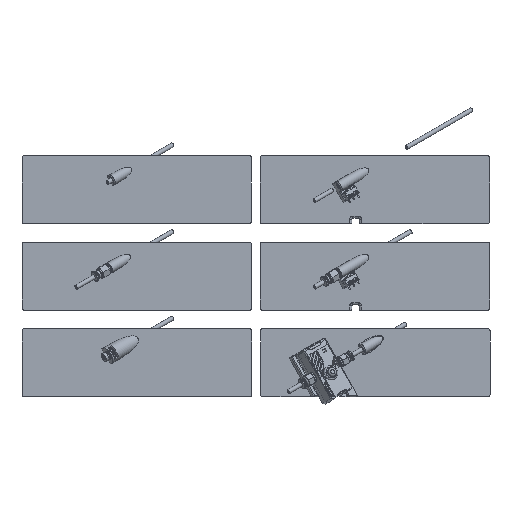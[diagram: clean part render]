
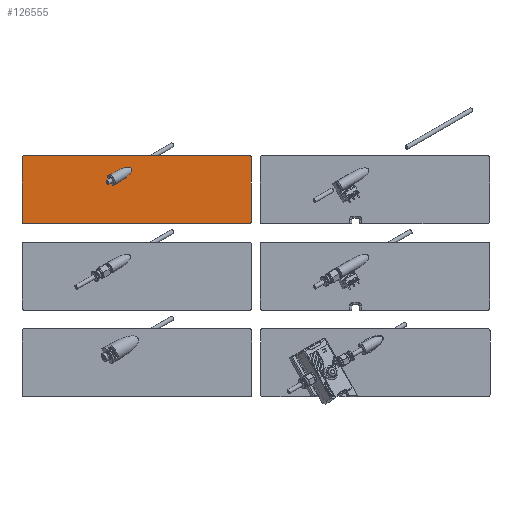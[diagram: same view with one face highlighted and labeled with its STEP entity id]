
A CAD part, top view. The second image highlights one B-rep face of the part: STEP entity #126555.
In plain terms, the highlighted face is planar.
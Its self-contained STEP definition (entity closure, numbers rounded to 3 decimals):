
#875=ELLIPSE('',#134662,1.079,1.);
#876=ELLIPSE('',#134664,1.079,1.);
#877=ELLIPSE('',#134667,13.347,5.);
#5566=LINE('',#183628,#18188);
#5569=LINE('',#183636,#18191);
#5574=LINE('',#184084,#18196);
#5579=LINE('',#184105,#18201);
#5581=LINE('',#184111,#18203);
#5582=LINE('',#184116,#18204);
#5583=LINE('',#184119,#18205);
#18188=VECTOR('',#146803,1000.);
#18191=VECTOR('',#146812,1000.);
#18196=VECTOR('',#146829,10.);
#18201=VECTOR('',#146854,10.);
#18203=VECTOR('',#146862,10.);
#18204=VECTOR('',#146867,1000.);
#18205=VECTOR('',#146870,1000.);
#32889=FACE_BOUND('',#40528,.T.);
#33130=FACE_OUTER_BOUND('',#40527,.T.);
#40527=EDGE_LOOP('',(#83952,#83953,#83954,#83955,#83956,#83957,#83958,#83959));
#40528=EDGE_LOOP('',(#83960,#83961,#83962,#83963,#83964,#83965));
#48119=CIRCLE('',#134645,2.);
#48120=CIRCLE('',#134648,2.);
#48127=CIRCLE('',#134670,2.);
#48128=CIRCLE('',#134671,2.);
#52511=VERTEX_POINT('',#183620);
#52512=VERTEX_POINT('',#183622);
#52513=VERTEX_POINT('',#183626);
#52514=VERTEX_POINT('',#183630);
#52515=VERTEX_POINT('',#183634);
#52520=VERTEX_POINT('',#184080);
#52522=VERTEX_POINT('',#184083);
#52526=VERTEX_POINT('',#184095);
#52527=VERTEX_POINT('',#184099);
#52528=VERTEX_POINT('',#184103);
#52529=VERTEX_POINT('',#184107);
#52530=VERTEX_POINT('',#184113);
#52531=VERTEX_POINT('',#184115);
#52532=VERTEX_POINT('',#184117);
#64812=EDGE_CURVE('',#52511,#52512,#48119,.T.);
#64815=EDGE_CURVE('',#52513,#52511,#5566,.T.);
#64817=EDGE_CURVE('',#52514,#52513,#48120,.T.);
#64819=EDGE_CURVE('',#52514,#52515,#5569,.T.);
#64828=EDGE_CURVE('',#52522,#52520,#5574,.T.);
#64834=EDGE_CURVE('',#52522,#52526,#875,.F.);
#64836=EDGE_CURVE('',#52527,#52520,#876,.F.);
#64839=EDGE_CURVE('',#52527,#52528,#5579,.T.);
#64841=EDGE_CURVE('',#52529,#52528,#877,.F.);
#64842=EDGE_CURVE('',#52529,#52526,#5581,.T.);
#64843=EDGE_CURVE('',#52530,#52515,#48127,.T.);
#64844=EDGE_CURVE('',#52531,#52530,#5582,.T.);
#64845=EDGE_CURVE('',#52532,#52531,#48128,.T.);
#64846=EDGE_CURVE('',#52532,#52512,#5583,.T.);
#83952=ORIENTED_EDGE('',*,*,#64812,.F.);
#83953=ORIENTED_EDGE('',*,*,#64815,.F.);
#83954=ORIENTED_EDGE('',*,*,#64817,.F.);
#83955=ORIENTED_EDGE('',*,*,#64819,.T.);
#83956=ORIENTED_EDGE('',*,*,#64843,.F.);
#83957=ORIENTED_EDGE('',*,*,#64844,.F.);
#83958=ORIENTED_EDGE('',*,*,#64845,.F.);
#83959=ORIENTED_EDGE('',*,*,#64846,.T.);
#83960=ORIENTED_EDGE('',*,*,#64839,.T.);
#83961=ORIENTED_EDGE('',*,*,#64841,.F.);
#83962=ORIENTED_EDGE('',*,*,#64842,.T.);
#83963=ORIENTED_EDGE('',*,*,#64834,.F.);
#83964=ORIENTED_EDGE('',*,*,#64828,.T.);
#83965=ORIENTED_EDGE('',*,*,#64836,.F.);
#121982=PLANE('',#134669);
#126555=ADVANCED_FACE('',(#33130,#32889),#121982,.T.);
#134645=AXIS2_PLACEMENT_3D('',#183623,#146797,#146798);
#134648=AXIS2_PLACEMENT_3D('',#183632,#146807,#146808);
#134662=AXIS2_PLACEMENT_3D('',#184096,#146843,#146844);
#134664=AXIS2_PLACEMENT_3D('',#184100,#146848,#146849);
#134667=AXIS2_PLACEMENT_3D('',#184109,#146858,#146859);
#134669=AXIS2_PLACEMENT_3D('',#184112,#146863,#146864);
#134670=AXIS2_PLACEMENT_3D('',#184114,#146865,#146866);
#134671=AXIS2_PLACEMENT_3D('',#184118,#146868,#146869);
#146797=DIRECTION('center_axis',(1.,0.,0.));
#146798=DIRECTION('ref_axis',(0.,-0.707,0.707));
#146803=DIRECTION('',(0.,-1.,0.));
#146807=DIRECTION('center_axis',(1.,0.,0.));
#146808=DIRECTION('ref_axis',(0.,0.707,0.707));
#146812=DIRECTION('',(0.,0.,-1.));
#146829=DIRECTION('',(0.,0.866,-0.5));
#146843=DIRECTION('center_axis',(1.,0.,0.));
#146844=DIRECTION('ref_axis',(0.,-0.5,-0.866));
#146848=DIRECTION('center_axis',(1.,0.,0.));
#146849=DIRECTION('ref_axis',(0.,-0.5,-0.866));
#146854=DIRECTION('',(0.,0.5,0.866));
#146858=DIRECTION('center_axis',(1.,0.,0.));
#146859=DIRECTION('ref_axis',(0.,0.5,0.866));
#146862=DIRECTION('',(0.,-0.5,-0.866));
#146863=DIRECTION('center_axis',(-1.,0.,0.));
#146864=DIRECTION('ref_axis',(0.,0.,1.));
#146865=DIRECTION('center_axis',(1.,0.,0.));
#146866=DIRECTION('ref_axis',(0.,0.707,-0.707));
#146867=DIRECTION('',(0.,1.,0.));
#146868=DIRECTION('center_axis',(1.,0.,0.));
#146869=DIRECTION('ref_axis',(0.,-0.707,-0.707));
#146870=DIRECTION('',(0.,0.,1.));
#183620=CARTESIAN_POINT('',(0.,-20.25,106.));
#183622=CARTESIAN_POINT('',(0.,-22.25,104.));
#183623=CARTESIAN_POINT('Origin',(0.,-20.25,
104.));
#183626=CARTESIAN_POINT('',(0.,38.75,106.));
#183628=CARTESIAN_POINT('',(0.,43.75,106.));
#183630=CARTESIAN_POINT('',(0.,40.75,104.));
#183632=CARTESIAN_POINT('Origin',(0.,38.75,104.));
#183634=CARTESIAN_POINT('',(0.,40.75,-104.));
#183636=CARTESIAN_POINT('',(0.,40.75,53.));
#184080=CARTESIAN_POINT('',(0.,20.687,-26.685));
#184083=CARTESIAN_POINT('',(0.,13.758,-22.685));
#184084=CARTESIAN_POINT('',(0.,11.033,-21.112));
#184095=CARTESIAN_POINT('',(0.,13.432,-21.251));
#184096=CARTESIAN_POINT('Origin',(0.,14.298,-21.751));
#184099=CARTESIAN_POINT('',(0.,22.092,-26.251));
#184100=CARTESIAN_POINT('Origin',(0.,21.226,-25.751));
#184103=CARTESIAN_POINT('',(0.,26.358,-18.862));
#184105=CARTESIAN_POINT('',(0.,32.875,-7.573));
#184107=CARTESIAN_POINT('',(0.,17.697,-13.862));
#184109=CARTESIAN_POINT('Origin',(0.,22.028,
-16.362));
#184111=CARTESIAN_POINT('',(0.,16.715,-15.564));
#184112=CARTESIAN_POINT('Origin',(0.,9.25,0.));
#184113=CARTESIAN_POINT('',(0.,38.75,-106.));
#184114=CARTESIAN_POINT('Origin',(0.,38.75,
-104.));
#184115=CARTESIAN_POINT('',(0.,-20.25,-106.));
#184116=CARTESIAN_POINT('',(0.,43.75,-106.));
#184117=CARTESIAN_POINT('',(0.,-22.25,-104.));
#184118=CARTESIAN_POINT('Origin',(0.,-20.25,
-104.));
#184119=CARTESIAN_POINT('',(0.,-22.25,106.));
